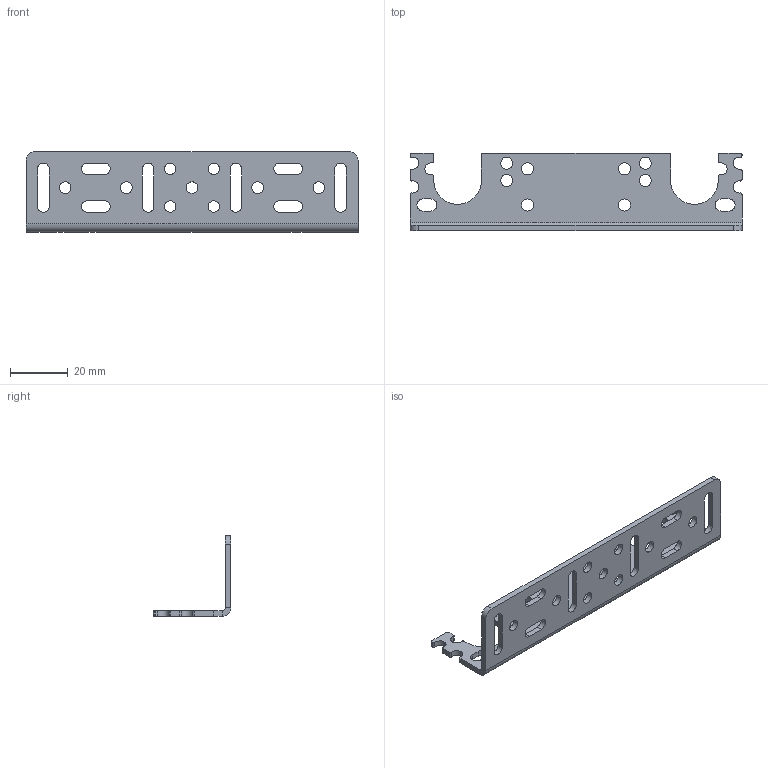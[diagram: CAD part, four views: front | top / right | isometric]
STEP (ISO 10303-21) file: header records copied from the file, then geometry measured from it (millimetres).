
FILE_DESCRIPTION (( 'STEP AP214' ), '1' );
FILE_NAME ('B00S1.STEP', '2025-02-21T18:07:10', ( '' ), ( '' ), 'SwSTEP 2.0', 'SolidWorks 2024', '' );
FILE_SCHEMA (( 'AUTOMOTIVE_DESIGN' ));
Length unit declared in the file: millimetre
Products named in the file (1): B00S1
Bounding box: 115 x 27 x 28 mm (x, y, z)
Volume: 9437 mm3; surface area: 11277.5 mm2
Topology: 1 solids, 1 shells, 113 faces, 325 edges, 214 vertices
Faces by surface type: cylinder 67, plane 46
Full cylindrical faces by diameter (mm): 4 x9, 4.2 x8
Entity records: 3795 total; most frequent: DIRECTION 670, CARTESIAN_POINT 636, ORIENTED_EDGE 616, EDGE_CURVE 308, AXIS2_PLACEMENT_3D 248, VERTEX_POINT 214, EDGE_LOOP 184, VECTOR 174
